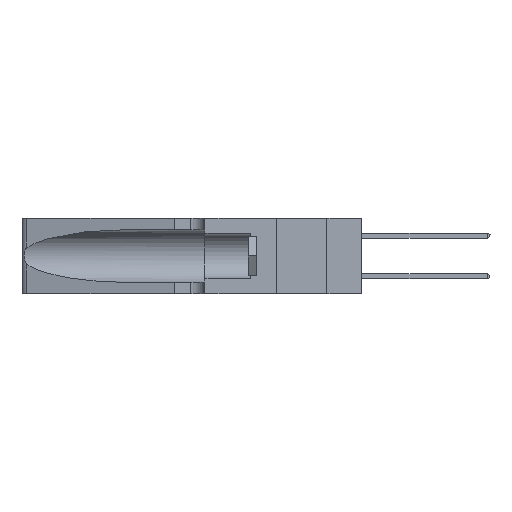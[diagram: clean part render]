
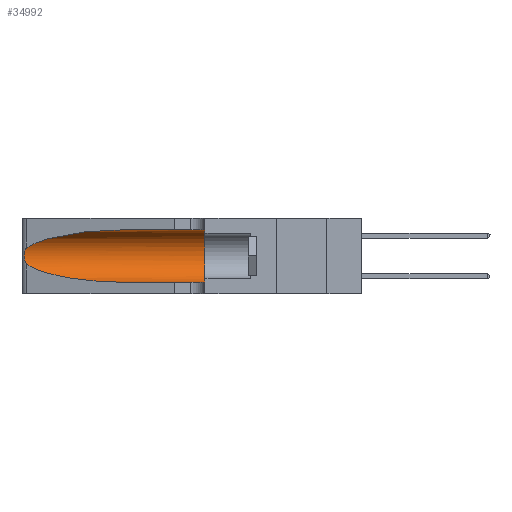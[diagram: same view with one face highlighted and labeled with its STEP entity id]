
A CAD part, left-side view. The second image highlights one B-rep face of the part: STEP entity #34992.
In plain terms, the highlighted cylindrical face has radius 3.308 mm (diameter 6.617 mm), a partial arc.
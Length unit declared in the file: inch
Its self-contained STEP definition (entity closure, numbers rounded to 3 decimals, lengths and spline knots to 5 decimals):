
#1 = VERTEX_POINT ( 'NONE', #25080 ) ;
#312 = CARTESIAN_POINT ( 'NONE',  ( 0.25639, 1.23186, 0.15144 ) ) ;
#1307 = CARTESIAN_POINT ( 'NONE',  ( 0.1305, 0.35, 0.185 ) ) ;
#1756 = CARTESIAN_POINT ( 'NONE',  ( 0.2373, 1.15595, 0.28018 ) ) ;
#2004 = VECTOR ( 'NONE', #9796, 39.37008 ) ;
#2132 = AXIS2_PLACEMENT_3D ( 'NONE', #41262, #19294, #37545 ) ;
#2671 = CARTESIAN_POINT ( 'NONE',  ( 0.1305, 0.72297, 0.05475 ) ) ;
#3372 = CARTESIAN_POINT ( 'NONE',  ( 0.25487, 1.22718, 0.22369 ) ) ;
#3540 = CARTESIAN_POINT ( 'NONE',  ( 0.1305, 0.35, 0.31525 ) ) ;
#3706 = CARTESIAN_POINT ( 'NONE',  ( 0.25639, 1.23184, 0.21858 ) ) ;
#4017 = CARTESIAN_POINT ( 'NONE',  ( 0.25487, 1.22718, 0.14631 ) ) ;
#5157 = CARTESIAN_POINT ( 'NONE',  ( 0.1305, 0.72297, 0.31525 ) ) ;
#5294 = VECTOR ( 'NONE', #34525, 39.37008 ) ;
#5370 = ORIENTED_EDGE ( 'NONE', *, *, #42134, .F. ) ;
#6671 = FACE_OUTER_BOUND ( 'NONE', #15852, .T. ) ;
#7410 = CARTESIAN_POINT ( 'NONE',  ( 0.26017, 1.23833, 0.17102 ) ) ;
#8741 = CIRCLE ( 'NONE', #21075, 0.13025 ) ;
#9796 = DIRECTION ( 'NONE',  ( 0., -1., 0. ) ) ;
#10760 = EDGE_CURVE ( 'NONE', #35297, #33619, #13194, .T. ) ;
#10800 = CARTESIAN_POINT ( 'NONE',  ( 0.26075, 1.23896, 0.19203 ) ) ;
#12610 = ORIENTED_EDGE ( 'NONE', *, *, #10760, .T. ) ;
#13194 = B_SPLINE_CURVE_WITH_KNOTS ( 'NONE', 3,
 ( #3372, #32752, #3706, #21866, #29083, #37064, #10800, #44349, #7410, #22332, #32909, #312, #15133, #4017 ),
 .UNSPECIFIED., .F., .F.,
 ( 4, 2, 2, 2, 2, 2, 4 ),
 ( 0., 0.00027, 0.00053, 0.00107, 0.0016, 0.00187, 0.00214 ),
 .UNSPECIFIED. ) ;
#15133 = CARTESIAN_POINT ( 'NONE',  ( 0.25555, 1.22993, 0.14849 ) ) ;
#15245 =( BOUNDED_CURVE ( )  B_SPLINE_CURVE ( 3, ( #5157, #27474, #1756, #30981 ),
 .UNSPECIFIED., .F., .F. ) 
 B_SPLINE_CURVE_WITH_KNOTS ( ( 4, 4 ),
 ( 1.5708, 2.84003 ),
 .UNSPECIFIED. ) 
 CURVE ( )  GEOMETRIC_REPRESENTATION_ITEM ( )  RATIONAL_B_SPLINE_CURVE ( ( 1., 0.87, 0.87, 1. ) ) 
 REPRESENTATION_ITEM ( '' )  );
#15482 = VERTEX_POINT ( 'NONE', #16447 ) ;
#15852 = EDGE_LOOP ( 'NONE', ( #38360, #12610, #42918, #30456, #5370, #45188 ) ) ;
#16447 = CARTESIAN_POINT ( 'NONE',  ( 0.1305, 0.72297, 0.31525 ) ) ;
#19117 = LINE ( 'NONE', #45371, #5294 ) ;
#19294 = DIRECTION ( 'NONE',  ( 0., -1., 0. ) ) ;
#21075 = AXIS2_PLACEMENT_3D ( 'NONE', #1307, #35004, #27045 ) ;
#21645 = CARTESIAN_POINT ( 'NONE',  ( 0.25487, 1.22718, 0.14631 ) ) ;
#21866 = CARTESIAN_POINT ( 'NONE',  ( 0.25787, 1.23484, 0.2124 ) ) ;
#22332 = CARTESIAN_POINT ( 'NONE',  ( 0.25856, 1.23593, 0.16098 ) ) ;
#24105 = CARTESIAN_POINT ( 'NONE',  ( 0.25487, 1.22718, 0.22369 ) ) ;
#25030 = CARTESIAN_POINT ( 'NONE',  ( 0.18966, 0.96281, 0.05475 ) ) ;
#25080 = CARTESIAN_POINT ( 'NONE',  ( 0.1305, 0.35, 0.05475 ) ) ;
#27045 = DIRECTION ( 'NONE',  ( 0., 0., 1. ) ) ;
#27474 = CARTESIAN_POINT ( 'NONE',  ( 0.18966, 0.96281, 0.31525 ) ) ;
#29083 = CARTESIAN_POINT ( 'NONE',  ( 0.25854, 1.2359, 0.20912 ) ) ;
#30053 = VERTEX_POINT ( 'NONE', #3540 ) ;
#30456 = ORIENTED_EDGE ( 'NONE', *, *, #42039, .T. ) ;
#30981 = CARTESIAN_POINT ( 'NONE',  ( 0.25487, 1.22718, 0.22369 ) ) ;
#32752 = CARTESIAN_POINT ( 'NONE',  ( 0.25555, 1.22994, 0.2215 ) ) ;
#32909 = CARTESIAN_POINT ( 'NONE',  ( 0.25789, 1.23486, 0.15765 ) ) ;
#33046 = CYLINDRICAL_SURFACE ( 'NONE', #2132, 0.13025 ) ;
#33619 = VERTEX_POINT ( 'NONE', #34317 ) ;
#34317 = CARTESIAN_POINT ( 'NONE',  ( 0.25487, 1.22718, 0.14631 ) ) ;
#34525 = DIRECTION ( 'NONE',  ( 0., -1., 0. ) ) ;
#34992 = ADVANCED_FACE ( 'NONE', ( #6671 ), #33046, .F. ) ;
#35004 = DIRECTION ( 'NONE',  ( 0., 1., 0. ) ) ;
#35142 = EDGE_CURVE ( 'NONE', #15482, #35297, #15245, .T. ) ;
#35188 =( BOUNDED_CURVE ( )  B_SPLINE_CURVE ( 3, ( #21645, #46889, #25030, #2671 ),
 .UNSPECIFIED., .F., .T. ) 
 B_SPLINE_CURVE_WITH_KNOTS ( ( 4, 4 ),
 ( 3.44316, 4.71239 ),
 .UNSPECIFIED. ) 
 CURVE ( )  GEOMETRIC_REPRESENTATION_ITEM ( )  RATIONAL_B_SPLINE_CURVE ( ( 1., 0.87, 0.87, 1. ) ) 
 REPRESENTATION_ITEM ( '' )  );
#35297 = VERTEX_POINT ( 'NONE', #24105 ) ;
#35302 = LINE ( 'NONE', #42364, #2004 ) ;
#37064 = CARTESIAN_POINT ( 'NONE',  ( 0.26018, 1.23835, 0.19895 ) ) ;
#37545 = DIRECTION ( 'NONE',  ( 0., 0., -1. ) ) ;
#38360 = ORIENTED_EDGE ( 'NONE', *, *, #35142, .T. ) ;
#40863 = VERTEX_POINT ( 'NONE', #46105 ) ;
#41014 = EDGE_CURVE ( 'NONE', #33619, #40863, #35188, .T. ) ;
#41262 = CARTESIAN_POINT ( 'NONE',  ( 0.1305, 1.61858, 0.185 ) ) ;
#42039 = EDGE_CURVE ( 'NONE', #40863, #1, #19117, .T. ) ;
#42134 = EDGE_CURVE ( 'NONE', #30053, #1, #8741, .T. ) ;
#42364 = CARTESIAN_POINT ( 'NONE',  ( 0.1305, 1.61858, 0.31525 ) ) ;
#42918 = ORIENTED_EDGE ( 'NONE', *, *, #41014, .T. ) ;
#44349 = CARTESIAN_POINT ( 'NONE',  ( 0.26075, 1.23896, 0.178 ) ) ;
#45188 = ORIENTED_EDGE ( 'NONE', *, *, #46929, .F. ) ;
#45371 = CARTESIAN_POINT ( 'NONE',  ( 0.1305, 1.61858, 0.05475 ) ) ;
#46105 = CARTESIAN_POINT ( 'NONE',  ( 0.1305, 0.72297, 0.05475 ) ) ;
#46889 = CARTESIAN_POINT ( 'NONE',  ( 0.2373, 1.15595, 0.08982 ) ) ;
#46929 = EDGE_CURVE ( 'NONE', #15482, #30053, #35302, .T. ) ;
